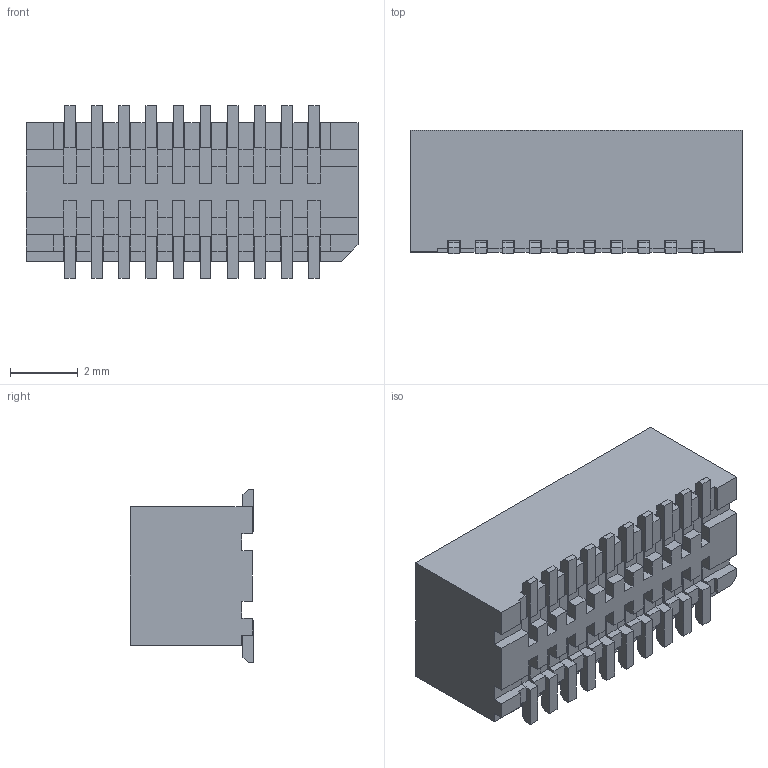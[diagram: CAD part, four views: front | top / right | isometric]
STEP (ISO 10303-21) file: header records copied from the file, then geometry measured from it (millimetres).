
FILE_DESCRIPTION((''),'2;1');
FILE_NAME('533072071','2016-10-03T',('rlalsangi'),(''),'PRO/ENGINEER BY PARAMETRIC TECHNOLOGY CORPORATION, 2012310','PRO/ENGINEER BY PARAMETRIC TECHNOLOGY CORPORATION, 2012310','');
FILE_SCHEMA(('CONFIG_CONTROL_DESIGN'));
Length unit declared in the file: millimetre
Products named in the file (1): 533072071
Bounding box: 9.8 x 3.65 x 5.1 mm (x, y, z)
Volume: 80.7 mm3; surface area: 391.8 mm2
Topology: 1 solids, 1 shells, 887 faces, 2618 edges, 1754 vertices
Faces by surface type: plane 887
Entity records: 28807 total; most frequent: CARTESIAN_POINT 5180, ORIENTED_EDGE 5076, DIRECTION 4394, VECTOR 2618, LINE 2618, EDGE_CURVE 2538, VERTEX_POINT 1674, EDGE_LOOP 908
